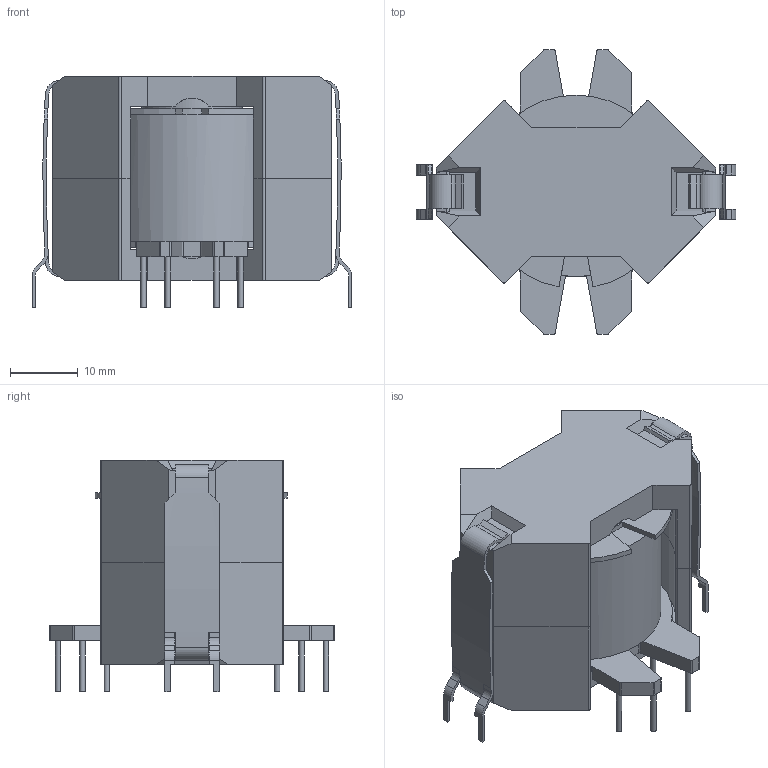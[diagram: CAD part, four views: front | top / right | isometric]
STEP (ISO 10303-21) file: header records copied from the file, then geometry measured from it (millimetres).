
FILE_DESCRIPTION( ( 'Unknown' ), '1' );
FILE_NAME( '760806400.stp', 'Unknown', ( 'Unknown' ), ( 'Unknown' ), 'PSStep 13.0', 'Unknown', ' ' );
FILE_SCHEMA( ( 'AUTOMOTIVE_DESIGN { 1 0 10303 214 1 1 1 1 }' ) );
Length unit declared in the file: millimetre
Products named in the file (4): Assem1; RM14 bobbin; RM14 core; clip
Bounding box: 47.2 x 42 x 34.1 mm (x, y, z)
Volume: 36446.7 mm3; surface area: 22937.6 mm2
Topology: 8 solids, 8 shells, 501 faces, 1363 edges, 900 vertices
Faces by surface type: plane 302, cylinder 199
Full cylindrical faces by diameter (mm): 0.8 x24, 14.75 x3, 16.3 x2, 25 x2
Entity records: 7800 total; most frequent: CARTESIAN_POINT 1138, DIRECTION 1082, ORIENTED_EDGE 1020, EDGE_CURVE 510, AXIS2_PLACEMENT_3D 376, VERTEX_POINT 344, LINE 330, VECTOR 330
